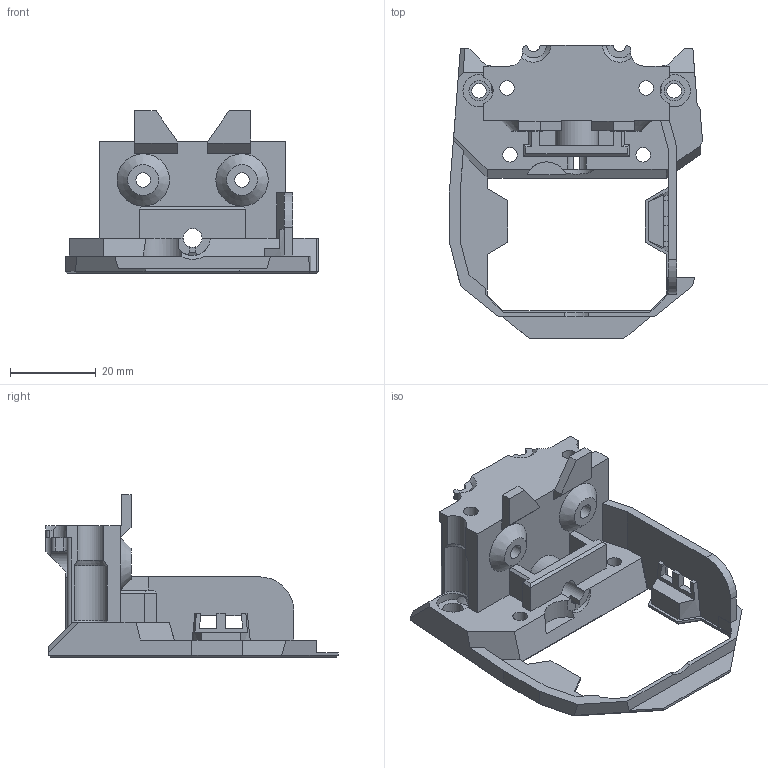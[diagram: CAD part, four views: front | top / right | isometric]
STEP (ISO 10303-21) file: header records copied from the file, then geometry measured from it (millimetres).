
FILE_DESCRIPTION (( 'STEP AP203' ), '1' );
FILE_NAME ('LGX_SB_Mount-r02i - 1-2-NoPCB.STEP', '2023-02-16T12:15:09', ( '' ), ( '' ), 'SwSTEP 2.0', 'SolidWorks 2023', '' );
FILE_SCHEMA (( 'CONFIG_CONTROL_DESIGN' ));
Length unit declared in the file: millimetre
Products named in the file (1): LGX_SB_Mount-r02i - 1-2-NoPCB
Bounding box: 58.92 x 68.17 x 37.8 mm (x, y, z)
Volume: 24855.5 mm3; surface area: 12999.7 mm2
Topology: 1 solids, 2 shells, 326 faces, 898 edges, 573 vertices
Faces by surface type: plane 238, cylinder 59, cone 21, bspline 8
Full cylindrical faces by diameter (mm): 3.4 x11, 4.4 x1, 4.7 x5, 6 x4, 6.2 x2, 7.5 x2
Entity records: 10361 total; most frequent: CARTESIAN_POINT 2275, ORIENTED_EDGE 1694, DIRECTION 1554, EDGE_CURVE 847, LINE 608, VECTOR 608, VERTEX_POINT 558, AXIS2_PLACEMENT_3D 473
